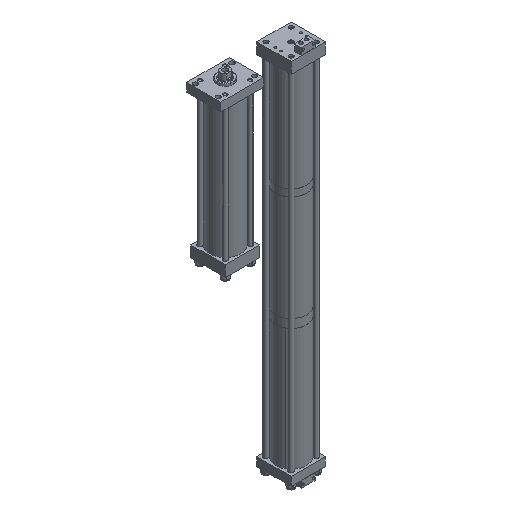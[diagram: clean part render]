
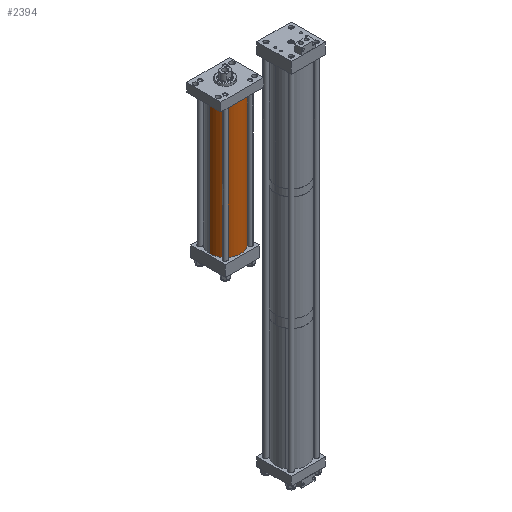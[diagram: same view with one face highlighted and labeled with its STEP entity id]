
A CAD part, isometric view. The second image highlights one B-rep face of the part: STEP entity #2394.
In plain terms, the highlighted cylindrical face has radius 57.15 mm (diameter 114.3 mm), a partial arc.
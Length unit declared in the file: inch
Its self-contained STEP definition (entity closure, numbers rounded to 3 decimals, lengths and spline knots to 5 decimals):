
#73 = DIRECTION ( 'NONE',  ( 0., 0., -1. ) ) ;
#657 = DIRECTION ( 'NONE',  ( 1., 0., 0. ) ) ;
#1010 = EDGE_LOOP ( 'NONE', ( #11884, #10102, #5603, #13232 ) ) ;
#1654 = LINE ( 'NONE', #12012, #12906 ) ;
#1807 = DIRECTION ( 'NONE',  ( 0., 0., 1. ) ) ;
#1830 = EDGE_CURVE ( 'NONE', #6025, #8166, #13172, .T. ) ;
#2145 = AXIS2_PLACEMENT_3D ( 'NONE', #10583, #1807, #9541 ) ;
#2394 = ADVANCED_FACE ( 'NONE', ( #2411 ), #8068, .T. ) ;
#2411 = FACE_OUTER_BOUND ( 'NONE', #1010, .T. ) ;
#2949 = DIRECTION ( 'NONE',  ( 0., 0., -1. ) ) ;
#3283 = CIRCLE ( 'NONE', #5051, 2.25 ) ;
#3823 = VERTEX_POINT ( 'NONE', #11802 ) ;
#3932 = DIRECTION ( 'NONE',  ( 0., 0., 1. ) ) ;
#4023 = CARTESIAN_POINT ( 'NONE',  ( -2.25, 0., 19.625 ) ) ;
#4261 = EDGE_CURVE ( 'NONE', #5467, #3823, #1654, .T. ) ;
#4940 = CIRCLE ( 'NONE', #2145, 2.25 ) ;
#5051 = AXIS2_PLACEMENT_3D ( 'NONE', #11559, #3932, #657 ) ;
#5467 = VERTEX_POINT ( 'NONE', #4023 ) ;
#5603 = ORIENTED_EDGE ( 'NONE', *, *, #4261, .T. ) ;
#6025 = VERTEX_POINT ( 'NONE', #11722 ) ;
#7077 = EDGE_CURVE ( 'NONE', #5467, #6025, #4940, .T. ) ;
#7783 = CARTESIAN_POINT ( 'NONE',  ( 2.25, 0., 19.625 ) ) ;
#8068 = CYLINDRICAL_SURFACE ( 'NONE', #8316, 2.25 ) ;
#8166 = VERTEX_POINT ( 'NONE', #12846 ) ;
#8316 = AXIS2_PLACEMENT_3D ( 'NONE', #13072, #73, #14015 ) ;
#9541 = DIRECTION ( 'NONE',  ( 1., 0., 0. ) ) ;
#10102 = ORIENTED_EDGE ( 'NONE', *, *, #7077, .F. ) ;
#10583 = CARTESIAN_POINT ( 'NONE',  ( 0., 0., 19.625 ) ) ;
#11559 = CARTESIAN_POINT ( 'NONE',  ( 0., 0., 0. ) ) ;
#11722 = CARTESIAN_POINT ( 'NONE',  ( 2.25, 0., 19.625 ) ) ;
#11802 = CARTESIAN_POINT ( 'NONE',  ( -2.25, 0., 0. ) ) ;
#11884 = ORIENTED_EDGE ( 'NONE', *, *, #1830, .F. ) ;
#12012 = CARTESIAN_POINT ( 'NONE',  ( -2.25, 0., 19.625 ) ) ;
#12082 = DIRECTION ( 'NONE',  ( 0., 0., -1. ) ) ;
#12143 = VECTOR ( 'NONE', #12082, 39.37008 ) ;
#12846 = CARTESIAN_POINT ( 'NONE',  ( 2.25, 0., 0. ) ) ;
#12906 = VECTOR ( 'NONE', #2949, 39.37008 ) ;
#13039 = EDGE_CURVE ( 'NONE', #3823, #8166, #3283, .T. ) ;
#13072 = CARTESIAN_POINT ( 'NONE',  ( 0., 0., 19.625 ) ) ;
#13172 = LINE ( 'NONE', #7783, #12143 ) ;
#13232 = ORIENTED_EDGE ( 'NONE', *, *, #13039, .T. ) ;
#14015 = DIRECTION ( 'NONE',  ( -1., 0., 0. ) ) ;
